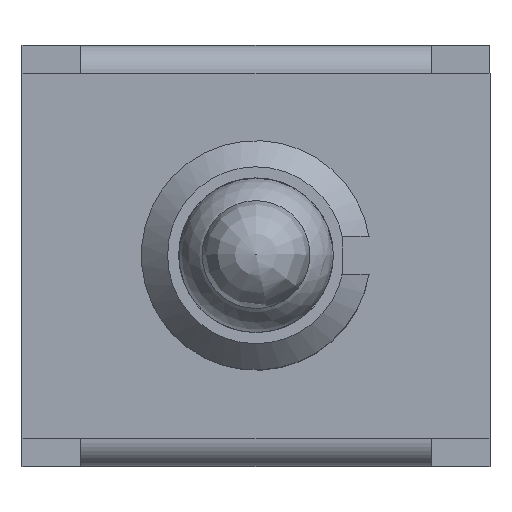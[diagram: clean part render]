
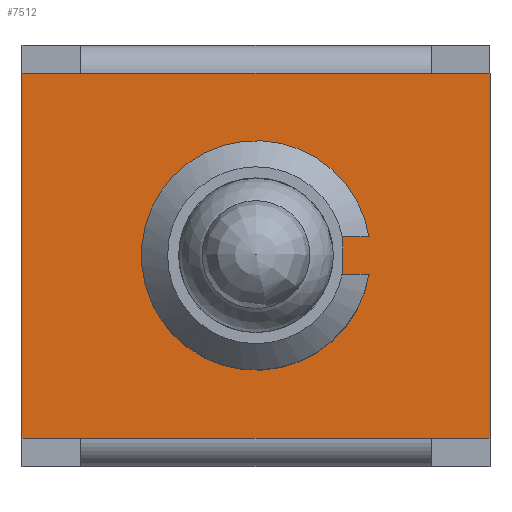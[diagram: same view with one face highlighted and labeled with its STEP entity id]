
A CAD part, top view. The second image highlights one B-rep face of the part: STEP entity #7512.
In plain terms, the highlighted planar face has unit normal (0, 0, 1).
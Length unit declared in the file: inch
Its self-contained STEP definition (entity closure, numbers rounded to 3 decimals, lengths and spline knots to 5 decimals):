
#5666=CARTESIAN_POINT('',(0.09283,-0.02008,0.35));
#5667=VERTEX_POINT('',#5666);
#5674=CARTESIAN_POINT('',(0.09283,0.02008,0.35));
#5675=VERTEX_POINT('',#5674);
#5676=CARTESIAN_POINT('',(0.09283,0.02008,0.35));
#5677=DIRECTION('',(0.0,-1.0,0.0));
#5678=VECTOR('',#5677,0.04016);
#5679=LINE('',#5676,#5678);
#5680=EDGE_CURVE('',#5675,#5667,#5679,.T.);
#5698=CARTESIAN_POINT('',(0.12078,0.02008,0.35));
#5699=VERTEX_POINT('',#5698);
#5700=CARTESIAN_POINT('',(0.12078,0.02008,0.35));
#5701=DIRECTION('',(-1.0,0.0,0.0));
#5702=VECTOR('',#5701,0.02795);
#5703=LINE('',#5700,#5702);
#5704=EDGE_CURVE('',#5699,#5675,#5703,.T.);
#5721=CARTESIAN_POINT('',(0.12078,-0.02008,0.35));
#5722=VERTEX_POINT('',#5721);
#5729=CARTESIAN_POINT('',(0.09283,-0.02008,0.35));
#5730=DIRECTION('',(1.0,0.0,0.0));
#5731=VECTOR('',#5730,0.02795);
#5732=LINE('',#5729,#5731);
#5733=EDGE_CURVE('',#5667,#5722,#5732,.T.);
#5746=CARTESIAN_POINT('',(0.,0.0,0.35));
#5747=DIRECTION('',(0.0,0.0,-1.0));
#5748=DIRECTION('',(0.986,0.164,0.0));
#5749=AXIS2_PLACEMENT_3D('',#5746,#5747,#5748);
#5750=CIRCLE('',#5749,0.12244);
#5751=EDGE_CURVE('',#5722,#5699,#5750,.T.);
#5977=CARTESIAN_POINT('',(0.18701,-0.19508,0.35));
#5978=VERTEX_POINT('',#5977);
#6010=CARTESIAN_POINT('',(-0.18701,0.19508,0.35));
#6011=VERTEX_POINT('',#6010);
#6463=CARTESIAN_POINT('',(-0.18701,-0.19508,0.35));
#6464=VERTEX_POINT('',#6463);
#7266=CARTESIAN_POINT('',(-0.25,0.19508,0.35));
#7267=VERTEX_POINT('',#7266);
#7274=CARTESIAN_POINT('',(-0.18701,0.19508,0.35));
#7275=DIRECTION('',(-1.0,0.0,0.0));
#7276=VECTOR('',#7275,0.06299);
#7277=LINE('',#7274,#7276);
#7278=EDGE_CURVE('',#6011,#7267,#7277,.T.);
#7295=CARTESIAN_POINT('',(-0.25,-0.19508,0.35));
#7296=VERTEX_POINT('',#7295);
#7312=CARTESIAN_POINT('',(-0.18701,-0.19508,0.35));
#7313=DIRECTION('',(-1.0,0.0,0.0));
#7314=VECTOR('',#7313,0.06299);
#7315=LINE('',#7312,#7314);
#7316=EDGE_CURVE('',#6464,#7296,#7315,.T.);
#7326=CARTESIAN_POINT('',(0.25,0.19508,0.35));
#7327=VERTEX_POINT('',#7326);
#7344=CARTESIAN_POINT('',(0.18701,0.19508,0.35));
#7345=VERTEX_POINT('',#7344);
#7352=CARTESIAN_POINT('',(0.18701,0.19508,0.35));
#7353=DIRECTION('',(1.0,0.0,0.0));
#7354=VECTOR('',#7353,0.06299);
#7355=LINE('',#7352,#7354);
#7356=EDGE_CURVE('',#7345,#7327,#7355,.T.);
#7368=CARTESIAN_POINT('',(0.25,-0.19508,0.35));
#7369=VERTEX_POINT('',#7368);
#7376=CARTESIAN_POINT('',(0.18701,-0.19508,0.35));
#7377=DIRECTION('',(1.0,0.0,0.0));
#7378=VECTOR('',#7377,0.06299);
#7379=LINE('',#7376,#7378);
#7380=EDGE_CURVE('',#5978,#7369,#7379,.T.);
#7451=CARTESIAN_POINT('',(-0.18701,0.19508,0.35));
#7452=DIRECTION('',(1.0,0.0,0.0));
#7453=VECTOR('',#7452,0.37402);
#7454=LINE('',#7451,#7453);
#7455=EDGE_CURVE('',#6011,#7345,#7454,.T.);
#7476=CARTESIAN_POINT('',(-0.275,-0.21459,0.35));
#7477=DIRECTION('',(0.0,0.0,1.0));
#7478=DIRECTION('',(1.0,0.0,0.0));
#7479=AXIS2_PLACEMENT_3D('',#7476,#7477,#7478);
#7480=PLANE('',#7479);
#7481=CARTESIAN_POINT('',(-0.18701,-0.19508,0.35));
#7482=DIRECTION('',(1.0,0.0,0.0));
#7483=VECTOR('',#7482,0.37402);
#7484=LINE('',#7481,#7483);
#7485=EDGE_CURVE('',#6464,#5978,#7484,.T.);
#7486=ORIENTED_EDGE('',*,*,#7485,.T.);
#7487=ORIENTED_EDGE('',*,*,#7380,.T.);
#7488=CARTESIAN_POINT('',(0.25,-0.19508,0.35));
#7489=DIRECTION('',(0.0,1.0,0.0));
#7490=VECTOR('',#7489,0.39016);
#7491=LINE('',#7488,#7490);
#7492=EDGE_CURVE('',#7369,#7327,#7491,.T.);
#7493=ORIENTED_EDGE('',*,*,#7492,.T.);
#7494=ORIENTED_EDGE('',*,*,#7356,.F.);
#7495=ORIENTED_EDGE('',*,*,#7455,.F.);
#7496=ORIENTED_EDGE('',*,*,#7278,.T.);
#7497=CARTESIAN_POINT('',(-0.25,0.19508,0.35));
#7498=DIRECTION('',(0.0,-1.0,0.0));
#7499=VECTOR('',#7498,0.39016);
#7500=LINE('',#7497,#7499);
#7501=EDGE_CURVE('',#7267,#7296,#7500,.T.);
#7502=ORIENTED_EDGE('',*,*,#7501,.T.);
#7503=ORIENTED_EDGE('',*,*,#7316,.F.);
#7504=EDGE_LOOP('',(#7486,#7487,#7493,#7494,#7495,#7496,#7502,#7503));
#7505=FACE_OUTER_BOUND('',#7504,.T.);
#7506=ORIENTED_EDGE('',*,*,#5680,.T.);
#7507=ORIENTED_EDGE('',*,*,#5733,.T.);
#7508=ORIENTED_EDGE('',*,*,#5751,.T.);
#7509=ORIENTED_EDGE('',*,*,#5704,.T.);
#7510=EDGE_LOOP('',(#7506,#7507,#7508,#7509));
#7511=FACE_BOUND('',#7510,.T.);
#7512=ADVANCED_FACE('',(#7505,#7511),#7480,.T.);
